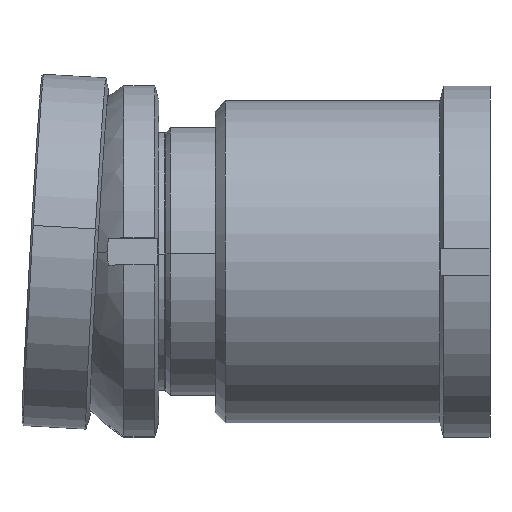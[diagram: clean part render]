
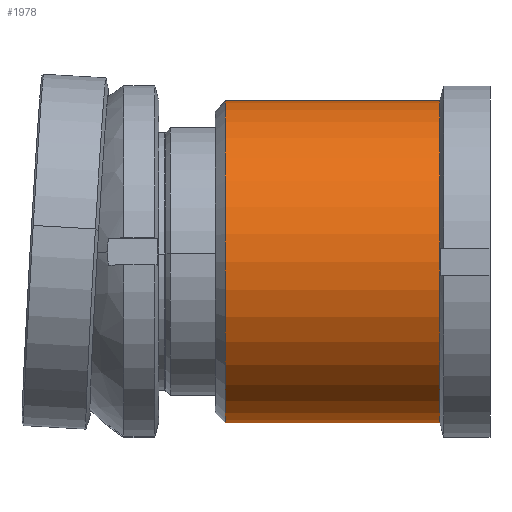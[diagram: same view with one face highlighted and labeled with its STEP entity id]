
A CAD part, left-side view. The second image highlights one B-rep face of the part: STEP entity #1978.
In plain terms, the highlighted cylindrical face has radius 48 mm (diameter 96 mm), a partial arc.
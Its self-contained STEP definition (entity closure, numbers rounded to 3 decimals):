
#93 = DIRECTION ( 'NONE',  ( 0., 1., 0. ) ) ;
#112 = DIRECTION ( 'NONE',  ( 0., 1., 0. ) ) ;
#302 = CARTESIAN_POINT ( 'NONE',  ( 0., -3.1, 0. ) ) ;
#333 = CARTESIAN_POINT ( 'NONE',  ( 0., -3.1, -48. ) ) ;
#385 = CARTESIAN_POINT ( 'NONE',  ( 0., -3.1, 48. ) ) ;
#416 = EDGE_CURVE ( 'NONE', #1680, #419, #2967, .T. ) ;
#419 = VERTEX_POINT ( 'NONE', #333 ) ;
#542 = EDGE_LOOP ( 'NONE', ( #2978, #832, #2854, #1918 ) ) ;
#832 = ORIENTED_EDGE ( 'NONE', *, *, #1507, .T. ) ;
#844 = CARTESIAN_POINT ( 'NONE',  ( 0., -67., 48. ) ) ;
#868 = VECTOR ( 'NONE', #112, 1000. ) ;
#1154 = VERTEX_POINT ( 'NONE', #385 ) ;
#1190 = CYLINDRICAL_SURFACE ( 'NONE', #2584, 48. ) ;
#1359 = DIRECTION ( 'NONE',  ( 0., -1., 0. ) ) ;
#1507 = EDGE_CURVE ( 'NONE', #1680, #2082, #2667, .T. ) ;
#1508 = CARTESIAN_POINT ( 'NONE',  ( 0., -67., -48. ) ) ;
#1549 = VECTOR ( 'NONE', #93, 1000. ) ;
#1680 = VERTEX_POINT ( 'NONE', #1508 ) ;
#1687 = CARTESIAN_POINT ( 'NONE',  ( 0., 10.447, 0. ) ) ;
#1711 = CIRCLE ( 'NONE', #2314, 48. ) ;
#1722 = DIRECTION ( 'NONE',  ( 0., 1., 0. ) ) ;
#1918 = ORIENTED_EDGE ( 'NONE', *, *, #2677, .T. ) ;
#1919 = CARTESIAN_POINT ( 'NONE',  ( 0., 10.447, -48. ) ) ;
#1978 = ADVANCED_FACE ( 'NONE', ( #3273 ), #1190, .T. ) ;
#2082 = VERTEX_POINT ( 'NONE', #844 ) ;
#2110 = DIRECTION ( 'NONE',  ( 0., 0., -1. ) ) ;
#2128 = CARTESIAN_POINT ( 'NONE',  ( 0., 10.447, 48. ) ) ;
#2166 = CARTESIAN_POINT ( 'NONE',  ( 0., -67., 0. ) ) ;
#2222 = DIRECTION ( 'NONE',  ( 0., 0., 1. ) ) ;
#2314 = AXIS2_PLACEMENT_3D ( 'NONE', #302, #1359, #2110 ) ;
#2335 = LINE ( 'NONE', #2128, #1549 ) ;
#2450 = DIRECTION ( 'NONE',  ( 0., 0., 1. ) ) ;
#2584 = AXIS2_PLACEMENT_3D ( 'NONE', #1687, #1722, #2222 ) ;
#2667 = CIRCLE ( 'NONE', #2863, 48. ) ;
#2677 = EDGE_CURVE ( 'NONE', #1154, #419, #1711, .T. ) ;
#2702 = DIRECTION ( 'NONE',  ( 0., 1., 0. ) ) ;
#2854 = ORIENTED_EDGE ( 'NONE', *, *, #3038, .T. ) ;
#2863 = AXIS2_PLACEMENT_3D ( 'NONE', #2166, #2702, #2450 ) ;
#2967 = LINE ( 'NONE', #1919, #868 ) ;
#2978 = ORIENTED_EDGE ( 'NONE', *, *, #416, .F. ) ;
#3038 = EDGE_CURVE ( 'NONE', #2082, #1154, #2335, .T. ) ;
#3273 = FACE_OUTER_BOUND ( 'NONE', #542, .T. ) ;
